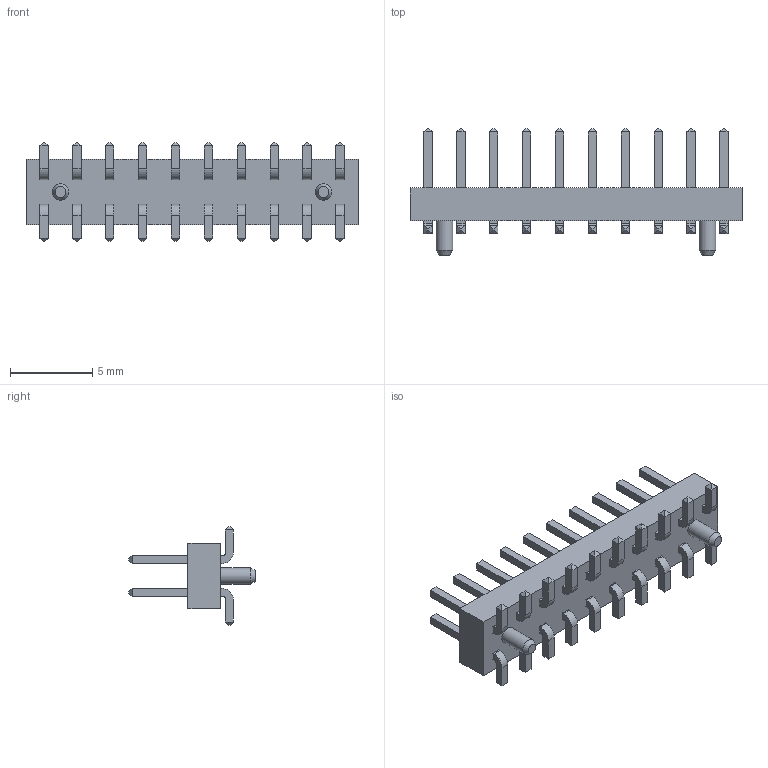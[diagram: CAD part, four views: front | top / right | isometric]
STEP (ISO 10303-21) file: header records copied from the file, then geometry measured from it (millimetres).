
FILE_DESCRIPTION(/* description */ ('STEP AP203'),/* implementation_level */ '2;1');
FILE_NAME(/* name */ 'BF030-20A-B1-0360-0277-0600-LB',/* time_stamp */ '2025-01-20T15:42:23+01:00',/* author */ ('License CC BY-ND 4.0'),/* organization */ ('CADENAS'),/* preprocessor_version */ 'ST-DEVELOPER v19.3',/* originating_system */ 'PARTsolutions',/* authorisation */ ' ');
FILE_SCHEMA (('CONFIG_CONTROL_DESIGN'));
Length unit declared in the file: millimetre
Products named in the file (3): BF030-20A-B1-0360-0277-0600-LB; BF030-20-A-B1-0360-0277-0600-LB_H; BF030-20-A-B1-0360-0277-0600-LB_P
Assembly tree (21 placements, depth 2):
  BF030-20A-B1-0360-0277-0600-LB
    BF030-20-A-B1-0360-0277-0600-LB_H
    BF030-20-A-B1-0360-0277-0600-LB_P  x20
Bounding box: 20.2 x 7.7 x 6 mm (x, y, z)
Volume: 193.2 mm3; surface area: 655.8 mm2
Topology: 21 solids, 21 shells, 452 faces, 1064 edges, 656 vertices
Faces by surface type: plane 408, cylinder 42, cone 2
Full cylindrical faces by diameter (mm): 1 x2
Entity records: 3704 total; most frequent: CARTESIAN_POINT 628, ORIENTED_EDGE 596, DIRECTION 572, EDGE_CURVE 298, LINE 288, VECTOR 288, VERTEX_POINT 198, EDGE_LOOP 156
